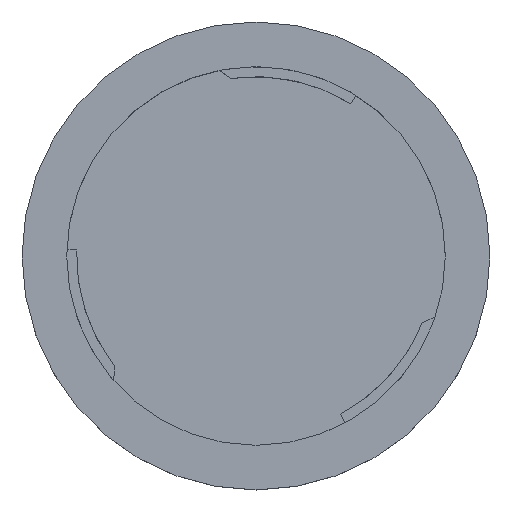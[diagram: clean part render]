
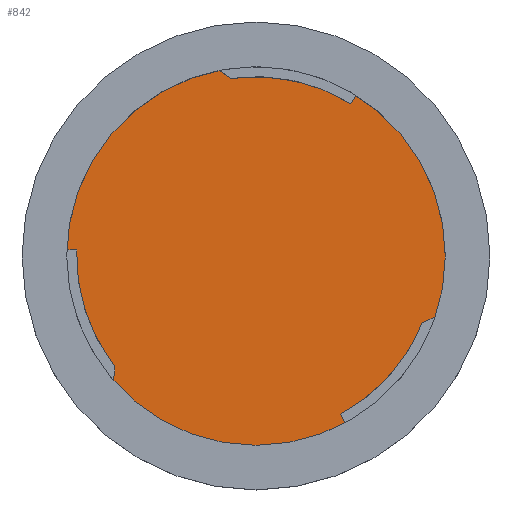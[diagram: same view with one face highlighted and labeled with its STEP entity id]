
A CAD part, top view. The second image highlights one B-rep face of the part: STEP entity #842.
In plain terms, the highlighted face is planar.
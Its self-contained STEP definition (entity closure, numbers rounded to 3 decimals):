
#58=PLANE('',#933);
#396=ORIENTED_EDGE('',*,*,#467,.F.);
#467=EDGE_CURVE('',#581,#581,#655,.T.);
#581=VERTEX_POINT('',#1206);
#655=CIRCLE('',#880,23.875);
#725=EDGE_LOOP('',(#396));
#787=FACE_BOUND('',#725,.T.);
#842=ADVANCED_FACE('',(#787),#58,.F.);
#880=AXIS2_PLACEMENT_3D('',#1205,#967,#968);
#933=AXIS2_PLACEMENT_3D('',#1958,#1132,#1133);
#967=DIRECTION('',(0.,0.,1.));
#968=DIRECTION('',(1.,0.,0.));
#1132=DIRECTION('',(0.,0.,1.));
#1133=DIRECTION('',(1.,0.,0.));
#1205=CARTESIAN_POINT('',(0.,0.,17.));
#1206=CARTESIAN_POINT('',(23.875,0.,17.));
#1958=CARTESIAN_POINT('',(0.,0.,17.));
